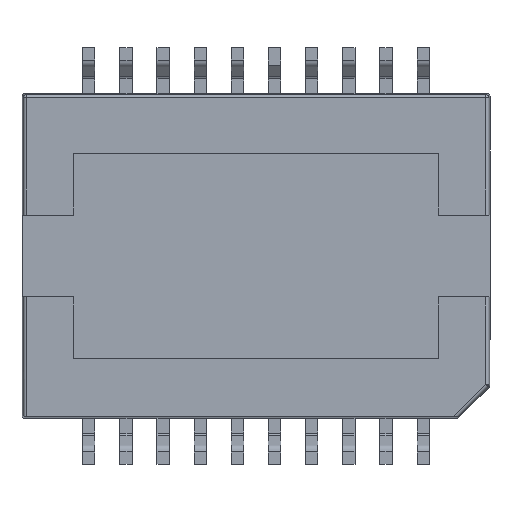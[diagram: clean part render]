
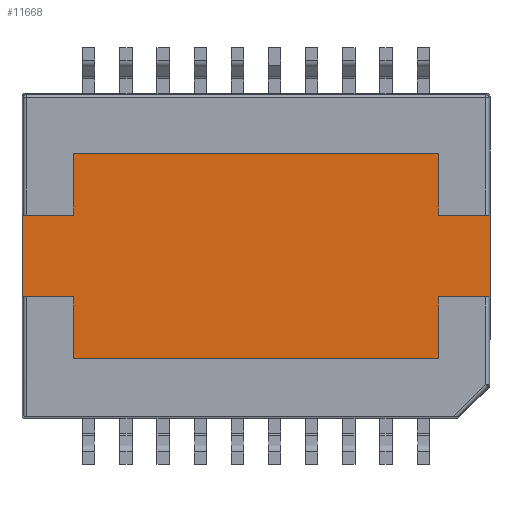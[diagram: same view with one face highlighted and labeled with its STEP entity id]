
A CAD part, front view. The second image highlights one B-rep face of the part: STEP entity #11668.
In plain terms, the highlighted planar face has unit normal (0, -1, 0).
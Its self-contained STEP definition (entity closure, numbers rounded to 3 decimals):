
#240 = CARTESIAN_POINT ( 'NONE',  ( 6.25, -1.4, 3.5 ) ) ;
#482 = CARTESIAN_POINT ( 'NONE',  ( 6.25, -1.4, 1.4 ) ) ;
#565 = LINE ( 'NONE', #13923, #6903 ) ;
#842 = LINE ( 'NONE', #4210, #8125 ) ;
#935 = CARTESIAN_POINT ( 'NONE',  ( -8., -1.4, 1.4 ) ) ;
#965 = VERTEX_POINT ( 'NONE', #5869 ) ;
#1060 = VECTOR ( 'NONE', #10763, 1000. ) ;
#1308 = EDGE_CURVE ( 'NONE', #14013, #10086, #2404, .T. ) ;
#1410 = DIRECTION ( 'NONE',  ( 0., 0., 1. ) ) ;
#1478 = VECTOR ( 'NONE', #9821, 1000. ) ;
#1532 = VERTEX_POINT ( 'NONE', #9858 ) ;
#1577 = DIRECTION ( 'NONE',  ( 1., 0., 0. ) ) ;
#1628 = VERTEX_POINT ( 'NONE', #3339 ) ;
#1821 = EDGE_CURVE ( 'NONE', #8786, #12033, #9617, .T. ) ;
#1903 = LINE ( 'NONE', #3158, #1060 ) ;
#1973 = ORIENTED_EDGE ( 'NONE', *, *, #1821, .F. ) ;
#2181 = EDGE_CURVE ( 'NONE', #1532, #3554, #1903, .T. ) ;
#2185 = CARTESIAN_POINT ( 'NONE',  ( -6.25, -1.4, -1.4 ) ) ;
#2404 = LINE ( 'NONE', #2477, #3485 ) ;
#2477 = CARTESIAN_POINT ( 'NONE',  ( 8., -1.4, -1.4 ) ) ;
#2530 = EDGE_CURVE ( 'NONE', #6794, #965, #14298, .T. ) ;
#3006 = VERTEX_POINT ( 'NONE', #240 ) ;
#3015 = CARTESIAN_POINT ( 'NONE',  ( 6.25, -1.4, -1.4 ) ) ;
#3158 = CARTESIAN_POINT ( 'NONE',  ( -6.25, -1.4, -3.5 ) ) ;
#3339 = CARTESIAN_POINT ( 'NONE',  ( 6.25, -1.4, -3.5 ) ) ;
#3366 = LINE ( 'NONE', #2185, #12538 ) ;
#3485 = VECTOR ( 'NONE', #6870, 1000. ) ;
#3523 = CARTESIAN_POINT ( 'NONE',  ( 8., -1.4, -1.4 ) ) ;
#3554 = VERTEX_POINT ( 'NONE', #12600 ) ;
#3620 = PLANE ( 'NONE',  #12765 ) ;
#3634 = EDGE_CURVE ( 'NONE', #3006, #6794, #9846, .T. ) ;
#3711 = VECTOR ( 'NONE', #4299, 1000. ) ;
#3902 = CARTESIAN_POINT ( 'NONE',  ( -6.25, -1.4, 3.5 ) ) ;
#4210 = CARTESIAN_POINT ( 'NONE',  ( 6.25, -1.4, 3.5 ) ) ;
#4299 = DIRECTION ( 'NONE',  ( 0., 0., 1. ) ) ;
#4376 = LINE ( 'NONE', #14376, #3711 ) ;
#4620 = FACE_OUTER_BOUND ( 'NONE', #10445, .T. ) ;
#4886 = CARTESIAN_POINT ( 'NONE',  ( -6.25, -1.4, 1.4 ) ) ;
#4924 = EDGE_CURVE ( 'NONE', #1628, #1532, #5187, .T. ) ;
#5124 = DIRECTION ( 'NONE',  ( -1., 0., 0. ) ) ;
#5187 = LINE ( 'NONE', #6084, #5766 ) ;
#5510 = ORIENTED_EDGE ( 'NONE', *, *, #10243, .F. ) ;
#5766 = VECTOR ( 'NONE', #5124, 1000. ) ;
#5869 = CARTESIAN_POINT ( 'NONE',  ( 8., -1.4, 1.4 ) ) ;
#5931 = VERTEX_POINT ( 'NONE', #3902 ) ;
#5995 = CARTESIAN_POINT ( 'NONE',  ( 6.25, -1.4, 1.4 ) ) ;
#6084 = CARTESIAN_POINT ( 'NONE',  ( 6.25, -1.4, -3.5 ) ) ;
#6216 = DIRECTION ( 'NONE',  ( 1., 0., 0. ) ) ;
#6438 = CARTESIAN_POINT ( 'NONE',  ( -8., -1.4, 1.4 ) ) ;
#6474 = EDGE_CURVE ( 'NONE', #6849, #8786, #11598, .T. ) ;
#6645 = EDGE_CURVE ( 'NONE', #965, #14013, #8057, .T. ) ;
#6794 = VERTEX_POINT ( 'NONE', #5995 ) ;
#6840 = DIRECTION ( 'NONE',  ( 0., 1., 0. ) ) ;
#6849 = VERTEX_POINT ( 'NONE', #8467 ) ;
#6870 = DIRECTION ( 'NONE',  ( -1., 0., 0. ) ) ;
#6903 = VECTOR ( 'NONE', #8337, 1000. ) ;
#7104 = VECTOR ( 'NONE', #12312, 1000. ) ;
#7683 = ORIENTED_EDGE ( 'NONE', *, *, #6645, .F. ) ;
#8057 = LINE ( 'NONE', #3523, #7104 ) ;
#8125 = VECTOR ( 'NONE', #6216, 1000. ) ;
#8337 = DIRECTION ( 'NONE',  ( 0., 0., -1. ) ) ;
#8443 = ORIENTED_EDGE ( 'NONE', *, *, #3634, .F. ) ;
#8467 = CARTESIAN_POINT ( 'NONE',  ( -8., -1.4, -1.4 ) ) ;
#8545 = CARTESIAN_POINT ( 'NONE',  ( 8., -1.4, 1.4 ) ) ;
#8786 = VERTEX_POINT ( 'NONE', #935 ) ;
#9074 = EDGE_CURVE ( 'NONE', #10086, #1628, #565, .T. ) ;
#9106 = CARTESIAN_POINT ( 'NONE',  ( 0., -1.4, 0. ) ) ;
#9136 = CARTESIAN_POINT ( 'NONE',  ( 8., -1.4, -1.4 ) ) ;
#9562 = ORIENTED_EDGE ( 'NONE', *, *, #6474, .F. ) ;
#9617 = LINE ( 'NONE', #12801, #14265 ) ;
#9821 = DIRECTION ( 'NONE',  ( 0., 0., 1. ) ) ;
#9846 = LINE ( 'NONE', #482, #11817 ) ;
#9858 = CARTESIAN_POINT ( 'NONE',  ( -6.25, -1.4, -3.5 ) ) ;
#9980 = ORIENTED_EDGE ( 'NONE', *, *, #1308, .F. ) ;
#10050 = ORIENTED_EDGE ( 'NONE', *, *, #9074, .F. ) ;
#10086 = VERTEX_POINT ( 'NONE', #3015 ) ;
#10243 = EDGE_CURVE ( 'NONE', #3554, #6849, #3366, .T. ) ;
#10445 = EDGE_LOOP ( 'NONE', ( #10050, #9980, #7683, #13771, #8443, #14091, #13581, #1973, #9562, #5510, #14286, #12945 ) ) ;
#10763 = DIRECTION ( 'NONE',  ( 0., 0., 1. ) ) ;
#10971 = DIRECTION ( 'NONE',  ( 1., 0., 0. ) ) ;
#11598 = LINE ( 'NONE', #6438, #1478 ) ;
#11668 = ADVANCED_FACE ( 'NONE', ( #4620 ), #3620, .F. ) ;
#11817 = VECTOR ( 'NONE', #13151, 1000. ) ;
#12033 = VERTEX_POINT ( 'NONE', #4886 ) ;
#12274 = EDGE_CURVE ( 'NONE', #5931, #3006, #842, .T. ) ;
#12312 = DIRECTION ( 'NONE',  ( 0., 0., -1. ) ) ;
#12538 = VECTOR ( 'NONE', #13483, 1000. ) ;
#12600 = CARTESIAN_POINT ( 'NONE',  ( -6.25, -1.4, -1.4 ) ) ;
#12751 = VECTOR ( 'NONE', #10971, 1000. ) ;
#12765 = AXIS2_PLACEMENT_3D ( 'NONE', #9106, #6840, #1410 ) ;
#12801 = CARTESIAN_POINT ( 'NONE',  ( -6.25, -1.4, 1.4 ) ) ;
#12945 = ORIENTED_EDGE ( 'NONE', *, *, #4924, .F. ) ;
#13151 = DIRECTION ( 'NONE',  ( 0., 0., -1. ) ) ;
#13483 = DIRECTION ( 'NONE',  ( -1., 0., 0. ) ) ;
#13581 = ORIENTED_EDGE ( 'NONE', *, *, #13636, .F. ) ;
#13636 = EDGE_CURVE ( 'NONE', #12033, #5931, #4376, .T. ) ;
#13771 = ORIENTED_EDGE ( 'NONE', *, *, #2530, .F. ) ;
#13923 = CARTESIAN_POINT ( 'NONE',  ( 6.25, -1.4, -1.4 ) ) ;
#14013 = VERTEX_POINT ( 'NONE', #9136 ) ;
#14091 = ORIENTED_EDGE ( 'NONE', *, *, #12274, .F. ) ;
#14265 = VECTOR ( 'NONE', #1577, 1000. ) ;
#14286 = ORIENTED_EDGE ( 'NONE', *, *, #2181, .F. ) ;
#14298 = LINE ( 'NONE', #8545, #12751 ) ;
#14376 = CARTESIAN_POINT ( 'NONE',  ( -6.25, -1.4, 3.5 ) ) ;
